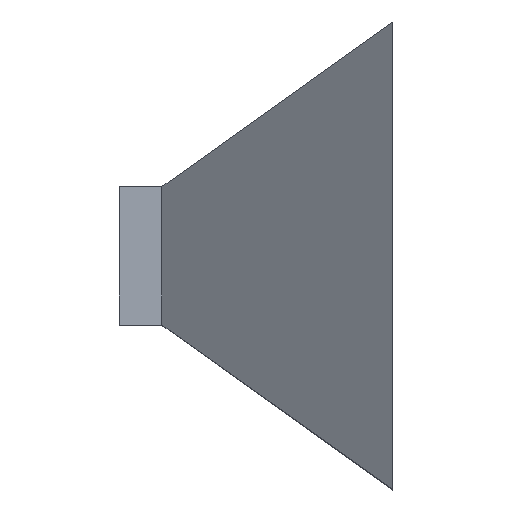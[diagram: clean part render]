
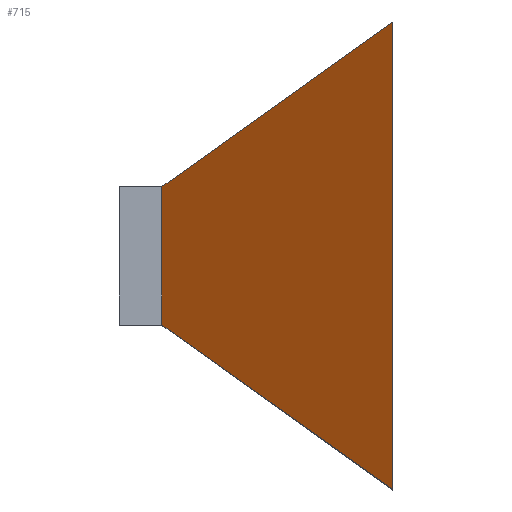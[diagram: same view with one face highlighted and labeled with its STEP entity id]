
A CAD part, top view. The second image highlights one B-rep face of the part: STEP entity #715.
In plain terms, the highlighted planar face has unit normal (-0.58, 0, 0.814).
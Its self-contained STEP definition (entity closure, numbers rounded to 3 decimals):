
#13=DIRECTION('',(0.,-1.,0.));
#14=VECTOR('',#13,81.);
#15=CARTESIAN_POINT('',(40.,40.5,40.5));
#16=LINE('',#15,#14);
#89=DIRECTION('',(0.704,-0.502,0.502));
#90=VECTOR('',#89,56.785);
#91=CARTESIAN_POINT('',(0.,-12.,12.));
#92=LINE('',#91,#90);
#105=DIRECTION('',(0.,1.,0.));
#106=VECTOR('',#105,24.);
#107=CARTESIAN_POINT('',(0.,-12.,12.));
#108=LINE('',#107,#106);
#109=DIRECTION('',(0.704,0.502,0.502));
#110=VECTOR('',#109,56.785);
#111=CARTESIAN_POINT('',(0.,12.,12.));
#112=LINE('',#111,#110);
#425=CARTESIAN_POINT('',(40.,40.5,40.5));
#426=VERTEX_POINT('',#425);
#427=CARTESIAN_POINT('',(40.,-40.5,40.5));
#428=VERTEX_POINT('',#427);
#429=CARTESIAN_POINT('',(0.,-12.,12.));
#430=CARTESIAN_POINT('',(0.,12.,12.));
#431=VERTEX_POINT('',#429);
#432=VERTEX_POINT('',#430);
#702=CARTESIAN_POINT('',(20.,0.,26.25));
#703=DIRECTION('',(-0.58,0.,0.814));
#704=DIRECTION('',(0.814,0.,0.58));
#705=AXIS2_PLACEMENT_3D('',#702,#703,#704);
#706=PLANE('',#705);
#708=ORIENTED_EDGE('',*,*,#707,.T.);
#710=ORIENTED_EDGE('',*,*,#709,.T.);
#711=ORIENTED_EDGE('',*,*,#540,.T.);
#712=ORIENTED_EDGE('',*,*,#681,.F.);
#713=EDGE_LOOP('',(#708,#710,#711,#712));
#714=FACE_OUTER_BOUND('',#713,.F.);
#715=ADVANCED_FACE('',(#714),#706,.T.);
#540=EDGE_CURVE('',#426,#428,#16,.T.);
#681=EDGE_CURVE('',#431,#428,#92,.T.);
#707=EDGE_CURVE('',#431,#432,#108,.T.);
#709=EDGE_CURVE('',#432,#426,#112,.T.);
